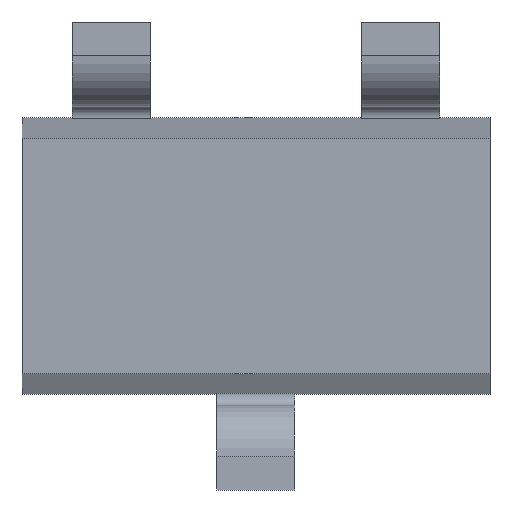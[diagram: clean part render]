
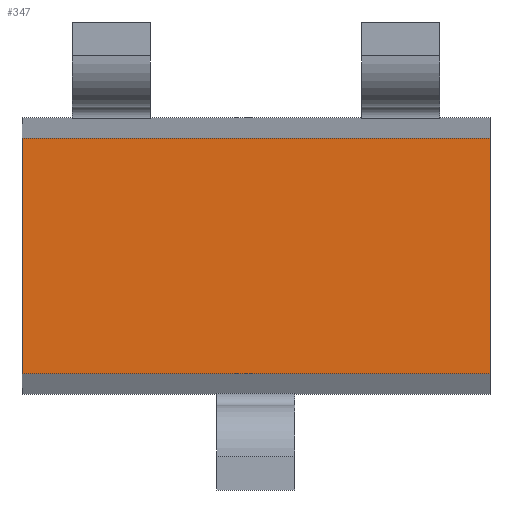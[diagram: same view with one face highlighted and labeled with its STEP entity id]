
A CAD part, front view. The second image highlights one B-rep face of the part: STEP entity #347.
In plain terms, the highlighted planar face has unit normal (0, -1, 0).
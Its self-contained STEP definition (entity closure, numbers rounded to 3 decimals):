
#74 = CARTESIAN_POINT ( 'NONE',  ( -1.05, -0.522, 0.528 ) ) ;
#141 = CARTESIAN_POINT ( 'NONE',  ( 0., -0.522, -0.528 ) ) ;
#144 = CARTESIAN_POINT ( 'NONE',  ( 1.05, -0.522, -0.528 ) ) ;
#188 = VERTEX_POINT ( 'NONE', #144 ) ;
#192 = VECTOR ( 'NONE', #348, 1000. ) ;
#284 = EDGE_CURVE ( 'NONE', #493, #1191, #724, .T. ) ;
#347 = ADVANCED_FACE ( 'NONE', ( #601 ), #1265, .F. ) ;
#348 = DIRECTION ( 'NONE',  ( -1., 0., 0. ) ) ;
#388 = VECTOR ( 'NONE', #1390, 1000. ) ;
#399 = ORIENTED_EDGE ( 'NONE', *, *, #1127, .F. ) ;
#404 = EDGE_CURVE ( 'NONE', #1191, #188, #632, .T. ) ;
#454 = VERTEX_POINT ( 'NONE', #1395 ) ;
#460 = DIRECTION ( 'NONE',  ( 0., 0., 1. ) ) ;
#493 = VERTEX_POINT ( 'NONE', #74 ) ;
#574 = CARTESIAN_POINT ( 'NONE',  ( 1.05, -0.522, 0.528 ) ) ;
#585 = DIRECTION ( 'NONE',  ( 0., 0., -1. ) ) ;
#601 = FACE_OUTER_BOUND ( 'NONE', #1254, .T. ) ;
#632 = LINE ( 'NONE', #574, #1574 ) ;
#724 = LINE ( 'NONE', #1516, #388 ) ;
#758 = CARTESIAN_POINT ( 'NONE',  ( -1.05, -0.522, 0.528 ) ) ;
#872 = LINE ( 'NONE', #141, #192 ) ;
#873 = AXIS2_PLACEMENT_3D ( 'NONE', #1522, #1025, #460 ) ;
#879 = LINE ( 'NONE', #758, #1535 ) ;
#895 = ORIENTED_EDGE ( 'NONE', *, *, #284, .F. ) ;
#994 = DIRECTION ( 'NONE',  ( 0., 0., -1. ) ) ;
#1025 = DIRECTION ( 'NONE',  ( 0., 1., 0. ) ) ;
#1127 = EDGE_CURVE ( 'NONE', #188, #454, #872, .T. ) ;
#1191 = VERTEX_POINT ( 'NONE', #1225 ) ;
#1225 = CARTESIAN_POINT ( 'NONE',  ( 1.05, -0.522, 0.528 ) ) ;
#1254 = EDGE_LOOP ( 'NONE', ( #895, #1567, #399, #1475 ) ) ;
#1264 = EDGE_CURVE ( 'NONE', #493, #454, #879, .T. ) ;
#1265 = PLANE ( 'NONE',  #873 ) ;
#1390 = DIRECTION ( 'NONE',  ( 1., 0., 0. ) ) ;
#1395 = CARTESIAN_POINT ( 'NONE',  ( -1.05, -0.522, -0.528 ) ) ;
#1475 = ORIENTED_EDGE ( 'NONE', *, *, #404, .F. ) ;
#1516 = CARTESIAN_POINT ( 'NONE',  ( 0., -0.522, 0.528 ) ) ;
#1522 = CARTESIAN_POINT ( 'NONE',  ( 0., -0.522, 0. ) ) ;
#1535 = VECTOR ( 'NONE', #994, 1000. ) ;
#1567 = ORIENTED_EDGE ( 'NONE', *, *, #1264, .T. ) ;
#1574 = VECTOR ( 'NONE', #585, 1000. ) ;
